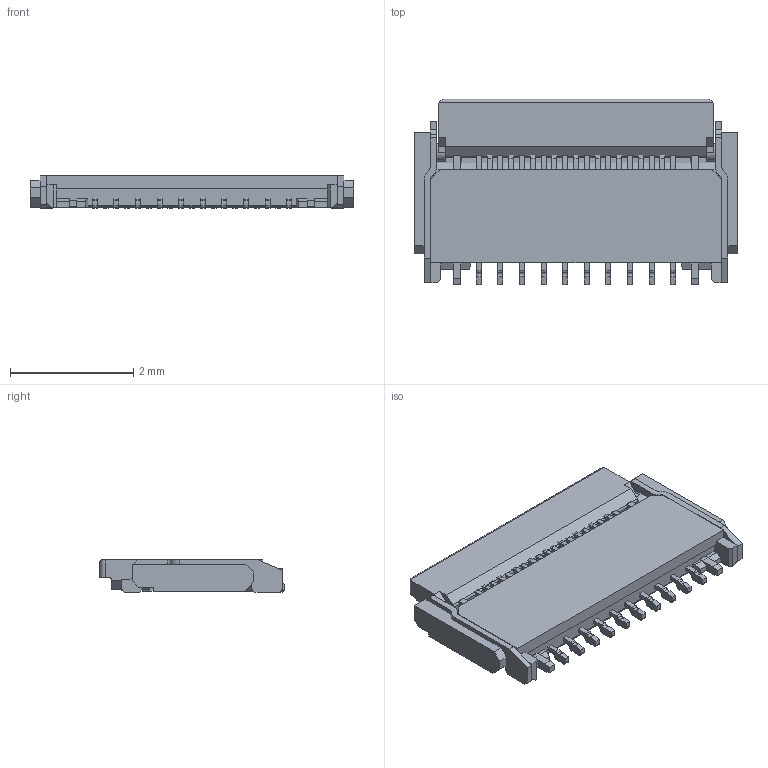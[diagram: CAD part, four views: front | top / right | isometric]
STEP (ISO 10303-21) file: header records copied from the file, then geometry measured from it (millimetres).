
FILE_DESCRIPTION(/* description */ (''),/* implementation_level */ '2;1');
FILE_NAME(/* name */ 'I-PEX_20622-019E-02.stp',/* time_stamp */ '2016-10-24T14:58:05+02:00',/* author */ ('riccim'),/* organization */ ('SolidWorks'),/* preprocessor_version */ 'ST-DEVELOPER v15.5',/* originating_system */ 'AutoCAD Mechanical',/* authorisation */ ' ');
FILE_SCHEMA (('AUTOMOTIVE_DESIGN { 1 0 10303 214 3 1 1 }'));
Length unit declared in the file: millimetre
Products named in the file (1): Product
Bounding box: 5.24 x 3 x 0.52 mm (x, y, z)
Volume: 6.1 mm3; surface area: 53.5 mm2
Topology: 46 solids, 46 shells, 867 faces, 2308 edges, 1530 vertices
Faces by surface type: plane 724, cylinder 143
Full cylindrical faces by diameter (mm): 0.284 x2
Entity records: 26663 total; most frequent: CARTESIAN_POINT 4718, ORIENTED_EDGE 4612, DIRECTION 4368, EDGE_CURVE 2304, LINE 1972, VECTOR 1972, VERTEX_POINT 1528, AXIS2_PLACEMENT_3D 1198
